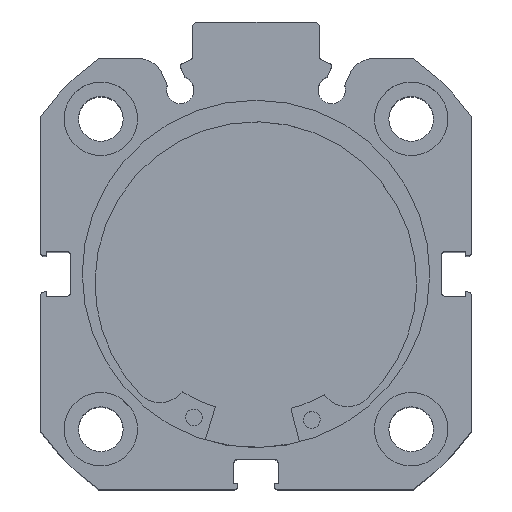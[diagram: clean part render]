
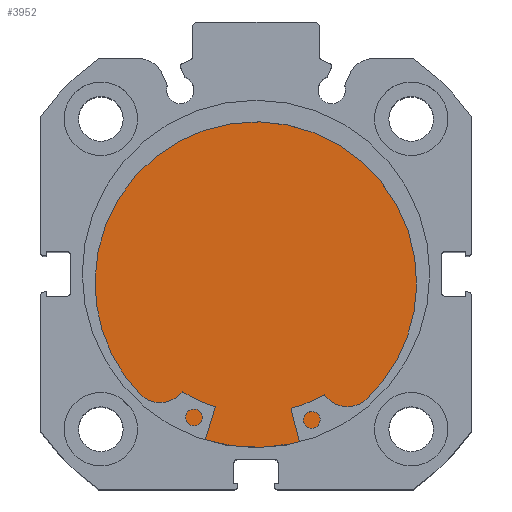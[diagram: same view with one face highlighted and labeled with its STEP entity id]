
A CAD part, top view. The second image highlights one B-rep face of the part: STEP entity #3952.
In plain terms, the highlighted face is planar.
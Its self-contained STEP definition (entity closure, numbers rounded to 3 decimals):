
#560 = DIRECTION ( 'NONE',  ( 0., 0., 1. ) ) ;
#567 = DIRECTION ( 'NONE',  ( -1., 0., 0. ) ) ;
#690 = EDGE_CURVE ( 'NONE', #5899, #6425, #6759, .T. ) ;
#762 = CARTESIAN_POINT ( 'NONE',  ( 9., 0., 0. ) ) ;
#848 = EDGE_CURVE ( 'NONE', #6425, #5899, #1573, .T. ) ;
#1023 = AXIS2_PLACEMENT_3D ( 'NONE', #5746, #5743, #5737 ) ;
#1108 = AXIS2_PLACEMENT_3D ( 'NONE', #762, #567, #560 ) ;
#1177 = AXIS2_PLACEMENT_3D ( 'NONE', #2332, #2335, #2336 ) ;
#1573 = CIRCLE ( 'NONE', #1108, 26. ) ;
#1760 = FACE_OUTER_BOUND ( 'NONE', #5322, .T. ) ;
#2332 = CARTESIAN_POINT ( 'NONE',  ( 9., 26., 0. ) ) ;
#2333 = PLANE ( 'NONE',  #1177 ) ;
#2335 = DIRECTION ( 'NONE',  ( -1., 0., 0. ) ) ;
#2336 = DIRECTION ( 'NONE',  ( 0., 0., 1. ) ) ;
#2941 = CARTESIAN_POINT ( 'NONE',  ( 9., 0., 26. ) ) ;
#3032 = CARTESIAN_POINT ( 'NONE',  ( 9., 0., -26. ) ) ;
#3952 = ADVANCED_FACE ( 'NONE', ( #1760 ), #2333, .F. ) ;
#5220 = ORIENTED_EDGE ( 'NONE', *, *, #848, .F. ) ;
#5223 = ORIENTED_EDGE ( 'NONE', *, *, #690, .F. ) ;
#5322 = EDGE_LOOP ( 'NONE', ( #5223, #5220 ) ) ;
#5737 = DIRECTION ( 'NONE',  ( 0., 0., 1. ) ) ;
#5743 = DIRECTION ( 'NONE',  ( -1., 0., 0. ) ) ;
#5746 = CARTESIAN_POINT ( 'NONE',  ( 9., 0., 0. ) ) ;
#5899 = VERTEX_POINT ( 'NONE', #2941 ) ;
#6425 = VERTEX_POINT ( 'NONE', #3032 ) ;
#6759 = CIRCLE ( 'NONE', #1023, 26. ) ;
